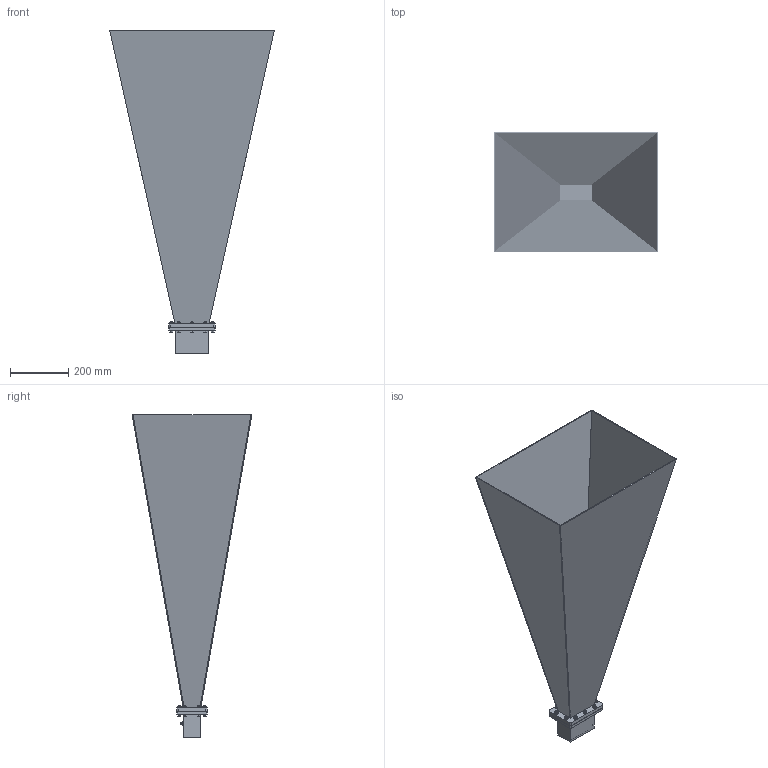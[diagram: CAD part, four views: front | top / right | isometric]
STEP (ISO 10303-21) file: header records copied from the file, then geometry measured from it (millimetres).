
FILE_DESCRIPTION (( 'STEP AP214' ), '1' );
FILE_NAME ('PE9864B-SF-20_3D.STEP', '2021-03-12T16:49:18', ( '' ), ( '' ), 'SwSTEP 2.0', 'SolidWorks 2020', '' );
FILE_SCHEMA (( 'AUTOMOTIVE_DESIGN' ));
Length unit declared in the file: inch
Products named in the file (11): 1-4-20SH-HXx1.25_92196A544; Copy of PE9835_CON^PE9835; PE9835; PE9864B-20; PE9864B-SF-20_3D; Copy of 112-N-PANEL^Copy of PE9835_CON_PE9835; 1-4-20HN_94846A029; Copy of 042-SMA^Copy of PE9835_CON_PE9835; Copy of 06142-con screw^Copy of PE9835_CON_PE9835; 1-4-LW; Copy of PE9835_Body^PE9835
Assembly tree (40 placements, depth 4):
  PE9864B-SF-20_3D
    PE9864B-20
    1-4-20SH-HXx1.25_92196A544  x10
    1-4-20HN_94846A029  x10
    1-4-LW  x10
    PE9835
      Copy of PE9835_Body^PE9835
      Copy of PE9835_CON^PE9835
        Copy of 06142-con screw^Copy of PE9835_CON_PE9835  x4
        Copy of 042-SMA^Copy of PE9835_CON_PE9835
        Copy of 112-N-PANEL^Copy of PE9835_CON_PE9835
Bounding box: 566.67 x 412.67 x 1111.25 mm (x, y, z)
Volume: 4055272.3 mm3; surface area: 2512287.8 mm2
Topology: 38 solids, 38 shells, 2550 faces, 5834 edges, 3388 vertices
Faces by surface type: plane 1543, cone 837, cylinder 114, bspline 56
Full cylindrical faces by diameter (mm): 0.95 x1, 2.7 x4, 4 x1, 4.1 x1, 4.3 x4, 4.6 x1, 5.35 x2, 6.35 x6, 6.756 x10, 6.76 x10
Entity records: 16015 total; most frequent: CARTESIAN_POINT 6108, ORIENTED_EDGE 1654, DIRECTION 1570, EDGE_CURVE 827, AXIS2_PLACEMENT_3D 620, VERTEX_POINT 526, EDGE_LOOP 499, FACE_OUTER_BOUND 419
